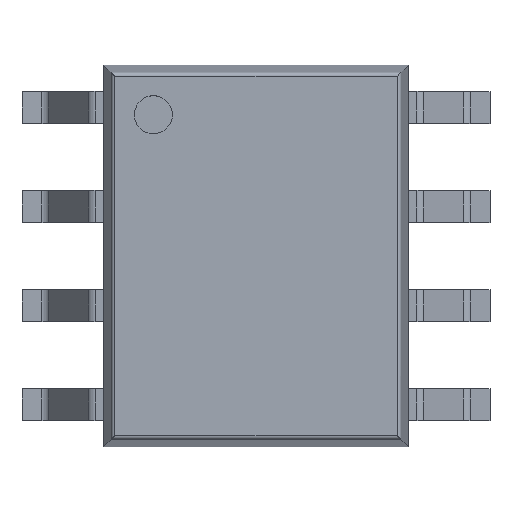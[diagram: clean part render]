
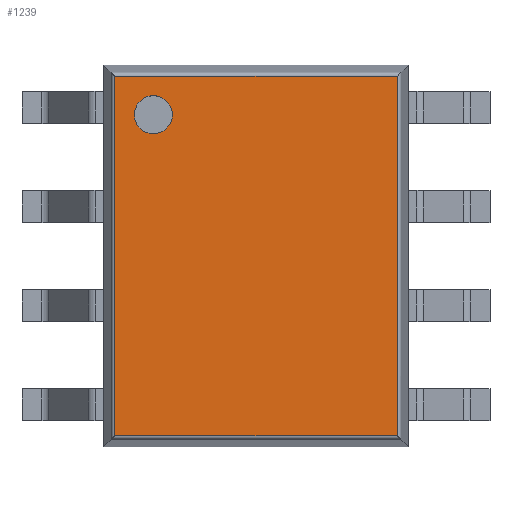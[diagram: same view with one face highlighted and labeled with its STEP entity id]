
A CAD part, top view. The second image highlights one B-rep face of the part: STEP entity #1239.
In plain terms, the highlighted planar face has unit normal (0, 0, 1).
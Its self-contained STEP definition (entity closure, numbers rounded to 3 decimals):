
#836 = CYLINDRICAL_SURFACE('',#837,0.05);
#837 = AXIS2_PLACEMENT_3D('',#838,#839,#840);
#838 = CARTESIAN_POINT('',(-1.809,-2.348,1.67));
#839 = DIRECTION('',(0.,1.,0.));
#840 = DIRECTION('',(-0.991,0.,0.131));
#978 = CYLINDRICAL_SURFACE('',#979,0.05);
#979 = AXIS2_PLACEMENT_3D('',#980,#981,#982);
#980 = CARTESIAN_POINT('',(-1.853,-2.304,1.67));
#981 = DIRECTION('',(1.,0.,0.));
#982 = DIRECTION('',(0.,-0.991,0.131));
#994 = VERTEX_POINT('',#995);
#995 = CARTESIAN_POINT('',(-1.809,-2.304,1.72));
#1029 = EDGE_CURVE('',#994,#1030,#1032,.T.);
#1030 = VERTEX_POINT('',#1031);
#1031 = CARTESIAN_POINT('',(-1.809,2.304,1.72));
#1032 = SURFACE_CURVE('',#1033,(#1037,#1044),.PCURVE_S1.);
#1033 = LINE('',#1034,#1035);
#1034 = CARTESIAN_POINT('',(-1.809,-2.348,1.72));
#1035 = VECTOR('',#1036,1.);
#1036 = DIRECTION('',(0.,1.,0.));
#1037 = PCURVE('',#836,#1038);
#1038 = DEFINITIONAL_REPRESENTATION('',(#1039),#1043);
#1039 = LINE('',#1040,#1041);
#1040 = CARTESIAN_POINT('',(1.439,0.));
#1041 = VECTOR('',#1042,1.);
#1042 = DIRECTION('',(0.,1.));
#1043 = ( GEOMETRIC_REPRESENTATION_CONTEXT(2) 
PARAMETRIC_REPRESENTATION_CONTEXT() REPRESENTATION_CONTEXT('2D SPACE',''
  ) );
#1044 = PCURVE('',#1045,#1050);
#1045 = PLANE('',#1046);
#1046 = AXIS2_PLACEMENT_3D('',#1047,#1048,#1049);
#1047 = CARTESIAN_POINT('',(-1.95,-2.445,1.72));
#1048 = DIRECTION('',(0.,0.,1.));
#1049 = DIRECTION('',(1.,0.,-0.));
#1050 = DEFINITIONAL_REPRESENTATION('',(#1051),#1055);
#1051 = LINE('',#1052,#1053);
#1052 = CARTESIAN_POINT('',(0.141,0.098));
#1053 = VECTOR('',#1054,1.);
#1054 = DIRECTION('',(0.,1.));
#1055 = ( GEOMETRIC_REPRESENTATION_CONTEXT(2) 
PARAMETRIC_REPRESENTATION_CONTEXT() REPRESENTATION_CONTEXT('2D SPACE',''
  ) );
#1078 = CYLINDRICAL_SURFACE('',#1079,0.05);
#1079 = AXIS2_PLACEMENT_3D('',#1080,#1081,#1082);
#1080 = CARTESIAN_POINT('',(-1.853,2.304,1.67));
#1081 = DIRECTION('',(1.,0.,0.));
#1082 = DIRECTION('',(0.,0.,1.));
#1166 = CYLINDRICAL_SURFACE('',#1167,0.05);
#1167 = AXIS2_PLACEMENT_3D('',#1168,#1169,#1170);
#1168 = CARTESIAN_POINT('',(1.809,-2.348,1.67));
#1169 = DIRECTION('',(0.,1.,0.));
#1170 = DIRECTION('',(0.,-0.,1.));
#1183 = VERTEX_POINT('',#1184);
#1184 = CARTESIAN_POINT('',(1.809,-2.304,1.72));
#1218 = EDGE_CURVE('',#994,#1183,#1219,.T.);
#1219 = SURFACE_CURVE('',#1220,(#1224,#1231),.PCURVE_S1.);
#1220 = LINE('',#1221,#1222);
#1221 = CARTESIAN_POINT('',(-1.853,-2.304,1.72));
#1222 = VECTOR('',#1223,1.);
#1223 = DIRECTION('',(1.,0.,0.));
#1224 = PCURVE('',#978,#1225);
#1225 = DEFINITIONAL_REPRESENTATION('',(#1226),#1230);
#1226 = LINE('',#1227,#1228);
#1227 = CARTESIAN_POINT('',(4.844,0.));
#1228 = VECTOR('',#1229,1.);
#1229 = DIRECTION('',(-0.,1.));
#1230 = ( GEOMETRIC_REPRESENTATION_CONTEXT(2) 
PARAMETRIC_REPRESENTATION_CONTEXT() REPRESENTATION_CONTEXT('2D SPACE',''
  ) );
#1231 = PCURVE('',#1045,#1232);
#1232 = DEFINITIONAL_REPRESENTATION('',(#1233),#1237);
#1233 = LINE('',#1234,#1235);
#1234 = CARTESIAN_POINT('',(0.098,0.141));
#1235 = VECTOR('',#1236,1.);
#1236 = DIRECTION('',(1.,0.));
#1237 = ( GEOMETRIC_REPRESENTATION_CONTEXT(2) 
PARAMETRIC_REPRESENTATION_CONTEXT() REPRESENTATION_CONTEXT('2D SPACE',''
  ) );
#1239 = ADVANCED_FACE('',(#1240,#1288),#1045,.T.);
#1240 = FACE_BOUND('',#1241,.T.);
#1241 = EDGE_LOOP('',(#1242,#1243,#1244,#1267));
#1242 = ORIENTED_EDGE('',*,*,#1029,.F.);
#1243 = ORIENTED_EDGE('',*,*,#1218,.T.);
#1244 = ORIENTED_EDGE('',*,*,#1245,.T.);
#1245 = EDGE_CURVE('',#1183,#1246,#1248,.T.);
#1246 = VERTEX_POINT('',#1247);
#1247 = CARTESIAN_POINT('',(1.809,2.304,1.72));
#1248 = SURFACE_CURVE('',#1249,(#1253,#1260),.PCURVE_S1.);
#1249 = LINE('',#1250,#1251);
#1250 = CARTESIAN_POINT('',(1.809,-2.348,1.72));
#1251 = VECTOR('',#1252,1.);
#1252 = DIRECTION('',(0.,1.,0.));
#1253 = PCURVE('',#1045,#1254);
#1254 = DEFINITIONAL_REPRESENTATION('',(#1255),#1259);
#1255 = LINE('',#1256,#1257);
#1256 = CARTESIAN_POINT('',(3.759,0.098));
#1257 = VECTOR('',#1258,1.);
#1258 = DIRECTION('',(0.,1.));
#1259 = ( GEOMETRIC_REPRESENTATION_CONTEXT(2) 
PARAMETRIC_REPRESENTATION_CONTEXT() REPRESENTATION_CONTEXT('2D SPACE',''
  ) );
#1260 = PCURVE('',#1166,#1261);
#1261 = DEFINITIONAL_REPRESENTATION('',(#1262),#1266);
#1262 = LINE('',#1263,#1264);
#1263 = CARTESIAN_POINT('',(0.,0.));
#1264 = VECTOR('',#1265,1.);
#1265 = DIRECTION('',(0.,1.));
#1266 = ( GEOMETRIC_REPRESENTATION_CONTEXT(2) 
PARAMETRIC_REPRESENTATION_CONTEXT() REPRESENTATION_CONTEXT('2D SPACE',''
  ) );
#1267 = ORIENTED_EDGE('',*,*,#1268,.F.);
#1268 = EDGE_CURVE('',#1030,#1246,#1269,.T.);
#1269 = SURFACE_CURVE('',#1270,(#1274,#1281),.PCURVE_S1.);
#1270 = LINE('',#1271,#1272);
#1271 = CARTESIAN_POINT('',(-1.853,2.304,1.72));
#1272 = VECTOR('',#1273,1.);
#1273 = DIRECTION('',(1.,0.,0.));
#1274 = PCURVE('',#1045,#1275);
#1275 = DEFINITIONAL_REPRESENTATION('',(#1276),#1280);
#1276 = LINE('',#1277,#1278);
#1277 = CARTESIAN_POINT('',(0.098,4.749));
#1278 = VECTOR('',#1279,1.);
#1279 = DIRECTION('',(1.,0.));
#1280 = ( GEOMETRIC_REPRESENTATION_CONTEXT(2) 
PARAMETRIC_REPRESENTATION_CONTEXT() REPRESENTATION_CONTEXT('2D SPACE',''
  ) );
#1281 = PCURVE('',#1078,#1282);
#1282 = DEFINITIONAL_REPRESENTATION('',(#1283),#1287);
#1283 = LINE('',#1284,#1285);
#1284 = CARTESIAN_POINT('',(6.283,0.));
#1285 = VECTOR('',#1286,1.);
#1286 = DIRECTION('',(-0.,1.));
#1287 = ( GEOMETRIC_REPRESENTATION_CONTEXT(2) 
PARAMETRIC_REPRESENTATION_CONTEXT() REPRESENTATION_CONTEXT('2D SPACE',''
  ) );
#1288 = FACE_BOUND('',#1289,.T.);
#1289 = EDGE_LOOP('',(#1290));
#1290 = ORIENTED_EDGE('',*,*,#1291,.F.);
#1291 = EDGE_CURVE('',#1292,#1292,#1294,.T.);
#1292 = VERTEX_POINT('',#1293);
#1293 = CARTESIAN_POINT('',(-1.071,1.81,1.72));
#1294 = SURFACE_CURVE('',#1295,(#1300,#1307),.PCURVE_S1.);
#1295 = CIRCLE('',#1296,0.244);
#1296 = AXIS2_PLACEMENT_3D('',#1297,#1298,#1299);
#1297 = CARTESIAN_POINT('',(-1.315,1.81,1.72));
#1298 = DIRECTION('',(0.,0.,1.));
#1299 = DIRECTION('',(1.,0.,-0.));
#1300 = PCURVE('',#1045,#1301);
#1301 = DEFINITIONAL_REPRESENTATION('',(#1302),#1306);
#1302 = CIRCLE('',#1303,0.244);
#1303 = AXIS2_PLACEMENT_2D('',#1304,#1305);
#1304 = CARTESIAN_POINT('',(0.635,4.255));
#1305 = DIRECTION('',(1.,0.));
#1306 = ( GEOMETRIC_REPRESENTATION_CONTEXT(2) 
PARAMETRIC_REPRESENTATION_CONTEXT() REPRESENTATION_CONTEXT('2D SPACE',''
  ) );
#1307 = PCURVE('',#1308,#1313);
#1308 = CYLINDRICAL_SURFACE('',#1309,0.244);
#1309 = AXIS2_PLACEMENT_3D('',#1310,#1311,#1312);
#1310 = CARTESIAN_POINT('',(-1.315,1.81,1.548));
#1311 = DIRECTION('',(0.,0.,1.));
#1312 = DIRECTION('',(1.,0.,-0.));
#1313 = DEFINITIONAL_REPRESENTATION('',(#1314),#1317);
#1314 = B_SPLINE_CURVE_WITH_KNOTS('',1,(#1315,#1316),.UNSPECIFIED.,.F.,
  .F.,(2,2),(0.,6.283),.PIECEWISE_BEZIER_KNOTS.);
#1315 = CARTESIAN_POINT('',(0.,0.172));
#1316 = CARTESIAN_POINT('',(6.283,0.172));
#1317 = ( GEOMETRIC_REPRESENTATION_CONTEXT(2) 
PARAMETRIC_REPRESENTATION_CONTEXT() REPRESENTATION_CONTEXT('2D SPACE',''
  ) );
